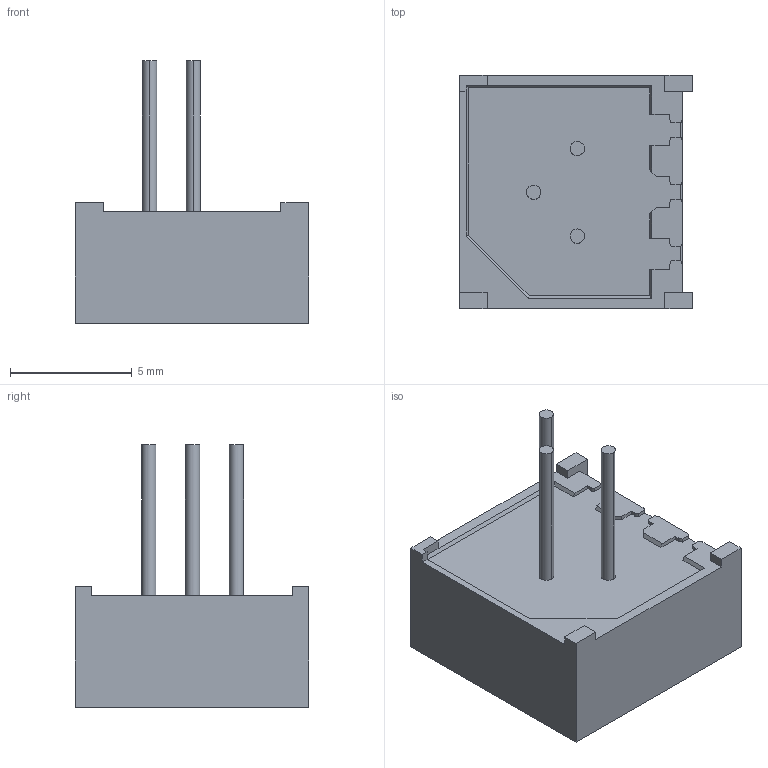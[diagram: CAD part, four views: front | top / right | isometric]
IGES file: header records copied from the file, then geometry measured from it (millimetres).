
Start section:  PTC IGES file: 3386-K.igs
Global section: file name: 3386-K.igs; native system: Creo Parametric by Parametric Technology Corporation; preprocessor: 2012230; author: stevec; organization: Unknown; date: 20121101.082827; units: inch
Bounding box: 9.58 x 9.58 x 10.77 mm (x, y, z)
Volume: 374.2 mm3; surface area: 605.3 mm2
Topology: 1 solids, 2 shells, 185 faces, 490 edges, 320 vertices
Faces by surface type: bspline 127, revolution 58
